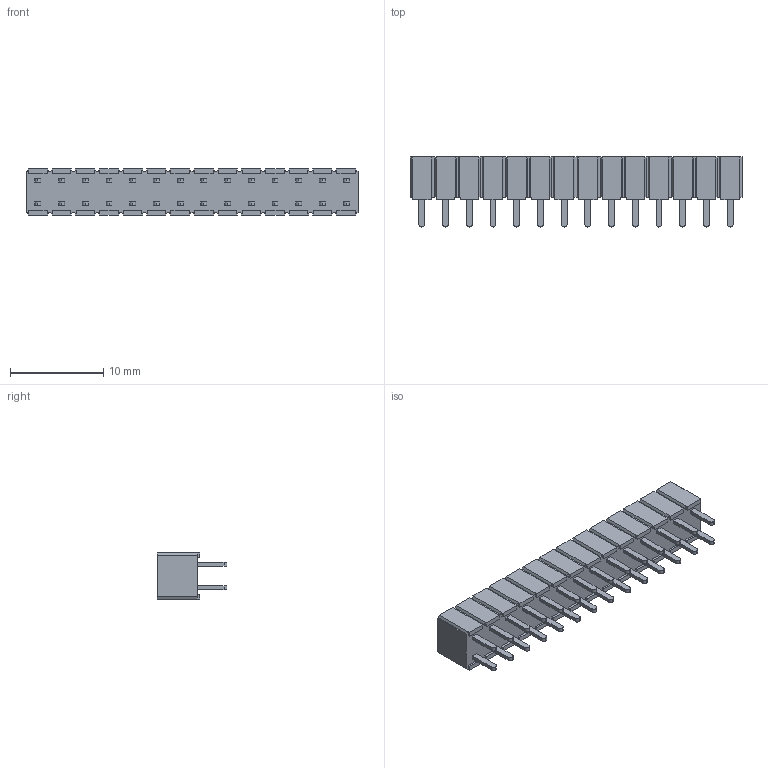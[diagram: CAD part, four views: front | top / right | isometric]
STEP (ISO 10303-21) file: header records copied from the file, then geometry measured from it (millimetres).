
FILE_DESCRIPTION (( 'STEP AP214' ), '1' );
FILE_NAME ('Samtec-DEFAULT.step', '2010-11-24T15:45:43', ( 'SysAdmin' ), ( 'SolidWorks' ), 'SwSTEP 2.0', 'SolidWorks 2011', '' );
FILE_SCHEMA (( 'AUTOMOTIVE_DESIGN' ));
Length unit declared in the file: inch
Products named in the file (1): Samtec-DEFAULT
Bounding box: 35.56 x 7.49 x 4.95 mm (x, y, z)
Volume: 692.9 mm3; surface area: 1261.7 mm2
Topology: 1 solids, 1 shells, 650 faces, 1664 edges, 1072 vertices
Faces by surface type: plane 594, cylinder 56
Entity records: 25530 total; most frequent: CARTESIAN_POINT 3387, ORIENTED_EDGE 3328, DIRECTION 3078, EDGE_CURVE 1664, LINE 1552, VECTOR 1552, VERTEX_POINT 1072, AXIS2_PLACEMENT_3D 763
